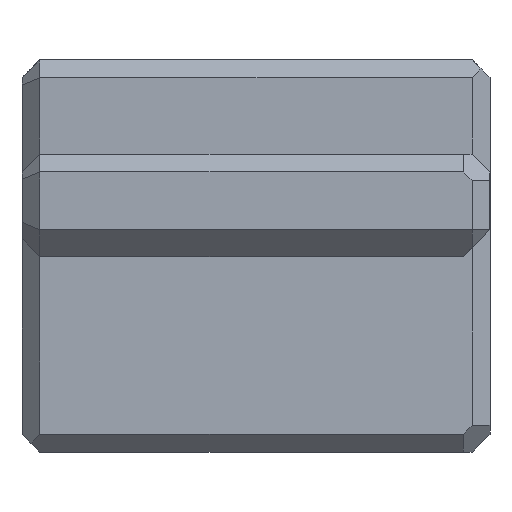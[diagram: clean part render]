
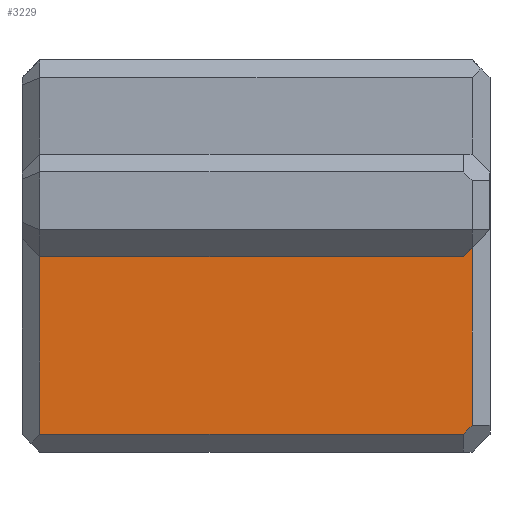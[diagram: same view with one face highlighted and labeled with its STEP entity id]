
A CAD part, left-side view. The second image highlights one B-rep face of the part: STEP entity #3229.
In plain terms, the highlighted planar face has unit normal (-1, 0, 0).
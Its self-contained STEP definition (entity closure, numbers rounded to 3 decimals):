
#288 = VECTOR ( 'NONE', #2801, 1000. ) ;
#335 = ORIENTED_EDGE ( 'NONE', *, *, #4246, .T. ) ;
#510 = DIRECTION ( 'NONE',  ( -1., 0., 0. ) ) ;
#603 = VERTEX_POINT ( 'NONE', #2429 ) ;
#687 = EDGE_CURVE ( 'NONE', #603, #2465, #3539, .T. ) ;
#709 = CARTESIAN_POINT ( 'NONE',  ( 252.175, -145.544, 61.787 ) ) ;
#844 = PLANE ( 'NONE',  #2879 ) ;
#911 = EDGE_CURVE ( 'NONE', #4058, #3899, #3352, .T. ) ;
#983 = DIRECTION ( 'NONE',  ( 0., 1., 0. ) ) ;
#1210 = EDGE_CURVE ( 'NONE', #2465, #3696, #2996, .T. ) ;
#1300 = CARTESIAN_POINT ( 'NONE',  ( 252.175, -145.344, 61.787 ) ) ;
#1315 = CARTESIAN_POINT ( 'NONE',  ( 252.175, -135.844, 57.8 ) ) ;
#1443 = VECTOR ( 'NONE', #1676, 1000. ) ;
#1483 = ORIENTED_EDGE ( 'NONE', *, *, #911, .F. ) ;
#1544 = EDGE_CURVE ( 'NONE', #3696, #3899, #4271, .T. ) ;
#1676 = DIRECTION ( 'NONE',  ( 0., 1., 0. ) ) ;
#1719 = LINE ( 'NONE', #709, #288 ) ;
#1883 = DIRECTION ( 'NONE',  ( 0., 0., 1. ) ) ;
#2133 = CARTESIAN_POINT ( 'NONE',  ( 252.175, -135.844, 61.787 ) ) ;
#2222 = CARTESIAN_POINT ( 'NONE',  ( 252.175, -145.944, 57.4 ) ) ;
#2407 = DIRECTION ( 'NONE',  ( 0., 0., -1. ) ) ;
#2429 = CARTESIAN_POINT ( 'NONE',  ( 252.175, -145.544, 61.987 ) ) ;
#2465 = VERTEX_POINT ( 'NONE', #1300 ) ;
#2528 = ORIENTED_EDGE ( 'NONE', *, *, #2605, .F. ) ;
#2577 = CARTESIAN_POINT ( 'NONE',  ( 252.175, -135.844, 57.8 ) ) ;
#2595 = VECTOR ( 'NONE', #2407, 1000. ) ;
#2605 = EDGE_CURVE ( 'NONE', #603, #2766, #1719, .T. ) ;
#2616 = CARTESIAN_POINT ( 'NONE',  ( 252.175, -145.444, 57.9 ) ) ;
#2652 = VECTOR ( 'NONE', #983, 1000. ) ;
#2766 = VERTEX_POINT ( 'NONE', #4205 ) ;
#2801 = DIRECTION ( 'NONE',  ( 0., 0., -1. ) ) ;
#2860 = CARTESIAN_POINT ( 'NONE',  ( 252.175, -145.344, 57.8 ) ) ;
#2879 = AXIS2_PLACEMENT_3D ( 'NONE', #2222, #510, #1883 ) ;
#2887 = LINE ( 'NONE', #2616, #3376 ) ;
#2996 = LINE ( 'NONE', #4042, #1443 ) ;
#3229 = ADVANCED_FACE ( 'NONE', ( #3905 ), #844, .T. ) ;
#3352 = LINE ( 'NONE', #3681, #2652 ) ;
#3376 = VECTOR ( 'NONE', #3970, 1000. ) ;
#3470 = ORIENTED_EDGE ( 'NONE', *, *, #687, .T. ) ;
#3539 = LINE ( 'NONE', #4261, #3703 ) ;
#3604 = DIRECTION ( 'NONE',  ( 0., 0.707, -0.707 ) ) ;
#3681 = CARTESIAN_POINT ( 'NONE',  ( 252.175, -145.544, 57.8 ) ) ;
#3696 = VERTEX_POINT ( 'NONE', #2133 ) ;
#3703 = VECTOR ( 'NONE', #3604, 1000. ) ;
#3899 = VERTEX_POINT ( 'NONE', #1315 ) ;
#3905 = FACE_OUTER_BOUND ( 'NONE', #4244, .T. ) ;
#3970 = DIRECTION ( 'NONE',  ( 0., -0.707, 0.707 ) ) ;
#4042 = CARTESIAN_POINT ( 'NONE',  ( 252.175, -145.544, 61.787 ) ) ;
#4053 = ORIENTED_EDGE ( 'NONE', *, *, #1210, .T. ) ;
#4058 = VERTEX_POINT ( 'NONE', #2860 ) ;
#4205 = CARTESIAN_POINT ( 'NONE',  ( 252.175, -145.544, 58. ) ) ;
#4244 = EDGE_LOOP ( 'NONE', ( #4053, #4401, #1483, #335, #2528, #3470 ) ) ;
#4246 = EDGE_CURVE ( 'NONE', #4058, #2766, #2887, .T. ) ;
#4261 = CARTESIAN_POINT ( 'NONE',  ( 252.175, -145.744, 62.187 ) ) ;
#4271 = LINE ( 'NONE', #2577, #2595 ) ;
#4401 = ORIENTED_EDGE ( 'NONE', *, *, #1544, .T. ) ;
